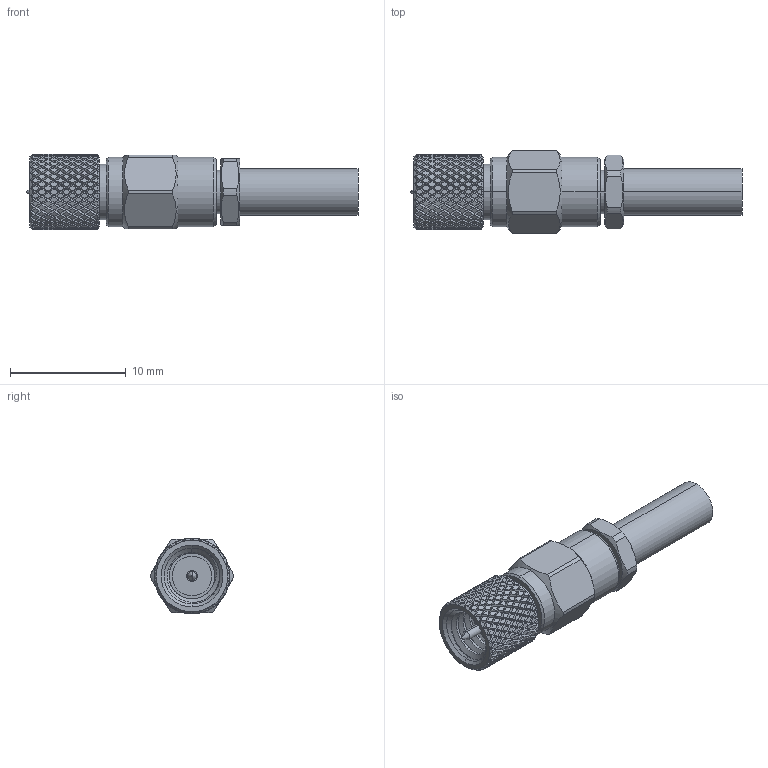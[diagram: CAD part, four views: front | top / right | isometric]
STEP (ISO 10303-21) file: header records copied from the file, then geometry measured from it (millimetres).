
FILE_DESCRIPTION (( 'STEP AP203' ), '1' );
FILE_NAME ('PE44351.step', '2019-03-29T16:46:26', ( '' ), ( '' ), 'SwSTEP 2.0', 'SolidWorks 2017', '' );
FILE_SCHEMA (( 'CONFIG_CONTROL_DESIGN' ));
Products named in the file (1): PE44351
Bounding box: 28.63 x 7.16 x 6.5 mm (x, y, z)
Volume: 602.8 mm3; surface area: 1240.4 mm2
Topology: 3 solids, 3 shells, 1952 faces, 4112 edges, 2179 vertices
Faces by surface type: bspline 1455, cylinder 436, plane 31, cone 30
Entity records: 85427 total; most frequent: CARTESIAN_POINT 60127, ORIENTED_EDGE 8224, EDGE_CURVE 4112, VERTEX_POINT 2179, EDGE_LOOP 1967, ADVANCED_FACE 1952, FACE_OUTER_BOUND 1952, B_SPLINE_CURVE_WITH_KNOTS 1622
